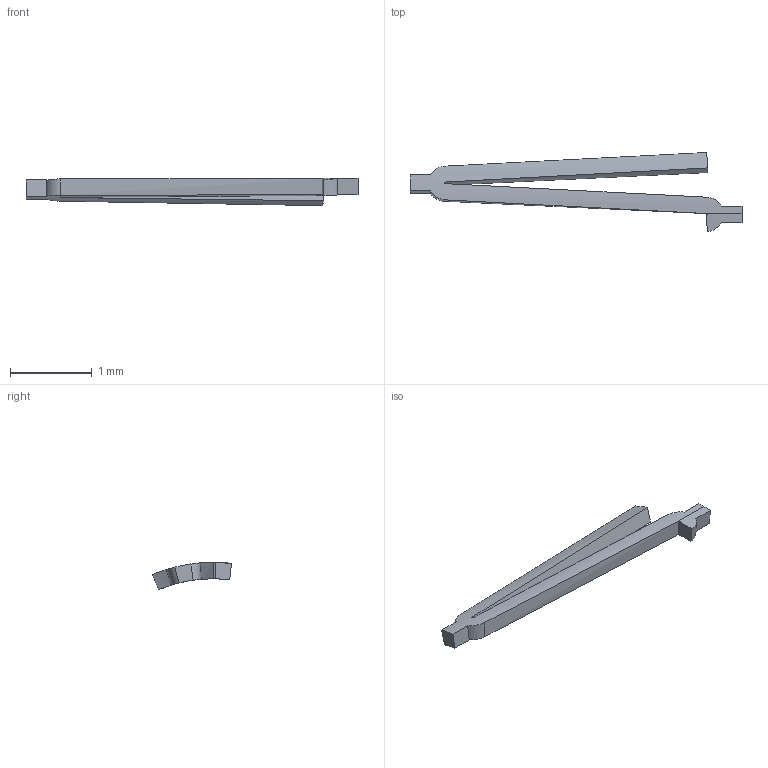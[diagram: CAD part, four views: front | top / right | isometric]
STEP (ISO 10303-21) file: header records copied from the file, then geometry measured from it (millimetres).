
FILE_DESCRIPTION (( 'STEP AP203' ), '1' );
FILE_NAME ('stent 2.STEP', '2019-02-01T14:13:40', ( '' ), ( '' ), 'SwSTEP 2.0', 'SolidWorks 2017', '' );
FILE_SCHEMA (( 'CONFIG_CONTROL_DESIGN' ));
Length unit declared in the file: millimetre
Products named in the file (1): stent 2
Bounding box: 4.05 x 0.96 x 0.33 mm (x, y, z)
Volume: 0.3 mm3; surface area: 6 mm2
Topology: 1 solids, 1 shells, 22 faces, 58 edges, 38 vertices
Faces by surface type: bspline 12, plane 6, cylinder 4
Entity records: 895 total; most frequent: CARTESIAN_POINT 377, ORIENTED_EDGE 116, EDGE_CURVE 58, DIRECTION 48, B_SPLINE_CURVE_WITH_KNOTS 38, VERTEX_POINT 38, ADVANCED_FACE 22, EDGE_LOOP 22
